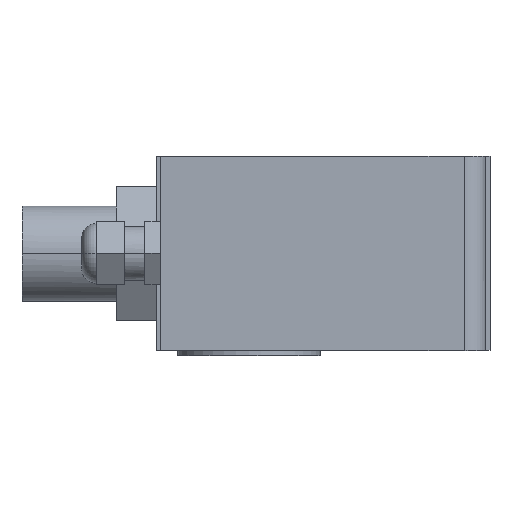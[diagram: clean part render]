
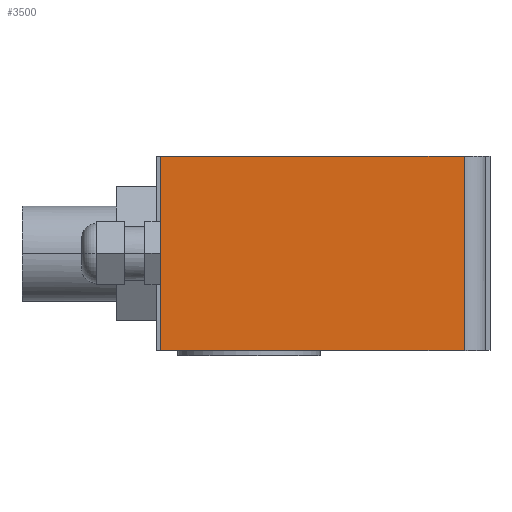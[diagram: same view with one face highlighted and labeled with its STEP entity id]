
A CAD part, top view. The second image highlights one B-rep face of the part: STEP entity #3500.
In plain terms, the highlighted planar face has unit normal (0, 0, 1).
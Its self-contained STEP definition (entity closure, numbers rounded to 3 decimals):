
#3255=CARTESIAN_POINT('Vertex',(-31.,-34.,101.6)) ;
#3259=CARTESIAN_POINT('Control Point',(-31.,34.,101.6)) ;
#3260=CARTESIAN_POINT('Control Point',(-31.,-34.,101.6)) ;
#3261=CARTESIAN_POINT('Vertex',(-31.,34.,101.6)) ;
#3353=CARTESIAN_POINT('Vertex',(75.452,-34.,101.6)) ;
#3369=CARTESIAN_POINT('Vertex',(75.452,34.,101.6)) ;
#3373=CARTESIAN_POINT('Control Point',(75.452,-34.,101.6)) ;
#3374=CARTESIAN_POINT('Control Point',(75.452,34.,101.6)) ;
#3481=CARTESIAN_POINT('Axis2P3D Location',(75.452,-34.,101.6)) ;
#3487=CARTESIAN_POINT('Control Point',(75.452,-34.,101.6)) ;
#3488=CARTESIAN_POINT('Control Point',(-31.,-34.,101.6)) ;
#3491=CARTESIAN_POINT('Control Point',(-31.,34.,101.6)) ;
#3492=CARTESIAN_POINT('Control Point',(75.452,34.,101.6)) ;
#3482=DIRECTION('Axis2P3D Direction',(0.,-0.,1.)) ;
#3483=DIRECTION('Axis2P3D XDirection',(0.,1.,0.)) ;
#3484=AXIS2_PLACEMENT_3D('Plane Axis2P3D',#3481,#3482,#3483) ;
#3485=PLANE('',#3484) ;
#3263=EDGE_CURVE('',#3262,#3256,#3258,.T.) ;
#3375=EDGE_CURVE('',#3354,#3370,#3372,.T.) ;
#3489=EDGE_CURVE('',#3354,#3256,#3486,.T.) ;
#3493=EDGE_CURVE('',#3262,#3370,#3490,.T.) ;
#3495=ORIENTED_EDGE('',*,*,#3489,.F.) ;
#3496=ORIENTED_EDGE('',*,*,#3375,.T.) ;
#3497=ORIENTED_EDGE('',*,*,#3493,.F.) ;
#3498=ORIENTED_EDGE('',*,*,#3263,.T.) ;
#3494=EDGE_LOOP('',(#3495,#3496,#3497,#3498)) ;
#3256=VERTEX_POINT('',#3255) ;
#3262=VERTEX_POINT('',#3261) ;
#3354=VERTEX_POINT('',#3353) ;
#3370=VERTEX_POINT('',#3369) ;
#3500=ADVANCED_FACE('Solid1',(#3499),#3485,.T.) ;
#3258=B_SPLINE_CURVE_WITH_KNOTS('',1,(#3259,#3260),.UNSPECIFIED.,.F.,.U.,(2,2),(0.,68.),.UNSPECIFIED.) ;
#3372=B_SPLINE_CURVE_WITH_KNOTS('',1,(#3373,#3374),.UNSPECIFIED.,.F.,.U.,(2,2),(0.,0.223),.UNSPECIFIED.) ;
#3486=B_SPLINE_CURVE_WITH_KNOTS('',1,(#3487,#3488),.UNSPECIFIED.,.F.,.U.,(2,2),(0.,106.452),.UNSPECIFIED.) ;
#3490=B_SPLINE_CURVE_WITH_KNOTS('',1,(#3491,#3492),.UNSPECIFIED.,.F.,.U.,(2,2),(0.,106.452),.UNSPECIFIED.) ;
#3499=FACE_OUTER_BOUND('',#3494,.T.) ;
